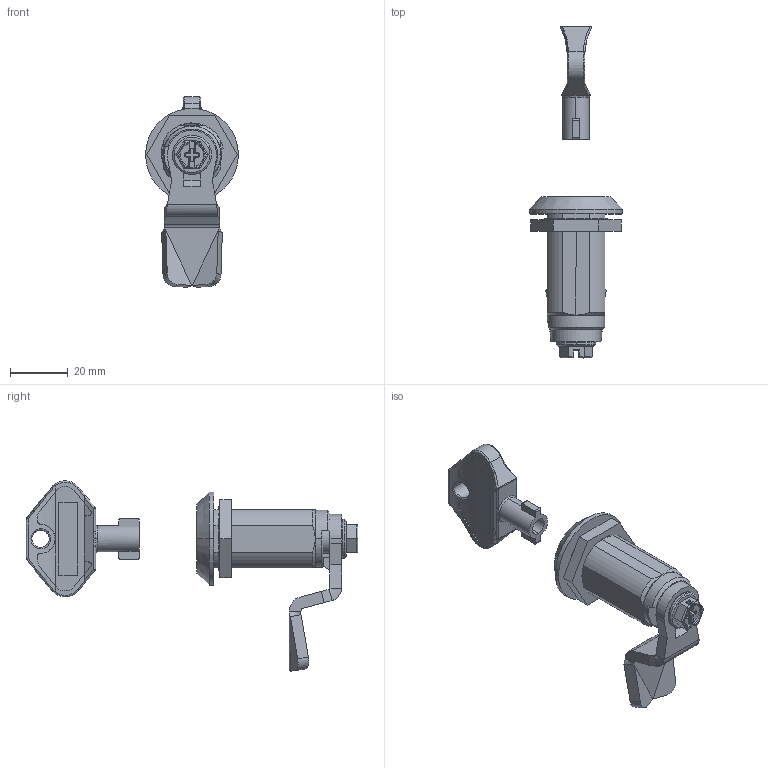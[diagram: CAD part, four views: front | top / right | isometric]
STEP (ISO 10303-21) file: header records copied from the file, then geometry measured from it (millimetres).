
FILE_DESCRIPTION (( 'STEP AP203' ), '1' );
FILE_NAME ('1.26.21.0008-serratura-asportabili-15mm-Milper.STEP', '2019-05-02T11:27:20', ( '' ), ( '' ), 'SwSTEP 2.0', 'SolidWorks 2019', '' );
FILE_SCHEMA (( 'CONFIG_CONTROL_DESIGN' ));
Length unit declared in the file: millimetre
Products named in the file (1): 1.26.21.0008-serratura-asportabili-15mm-Milper
Bounding box: 32 x 114.47 x 65.64 mm (x, y, z)
Surface area: 22600.4 mm2 (no closed solid volume)
Topology: 0 solids, 11 shells, 680 faces, 1749 edges, 1080 vertices
Faces by surface type: plane 354, cylinder 218, bspline 85, cone 18, torus 5
Entity records: 26432 total; most frequent: CARTESIAN_POINT 10727, ORIENTED_EDGE 3412, DIRECTION 3055, EDGE_CURVE 1714, VERTEX_POINT 1080, LINE 1039, VECTOR 1039, AXIS2_PLACEMENT_3D 1008
